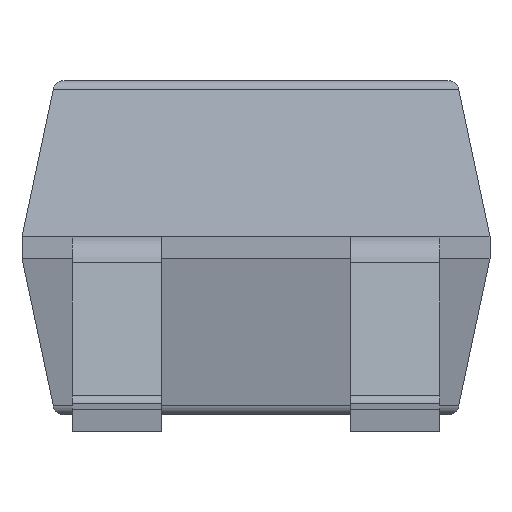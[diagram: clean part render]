
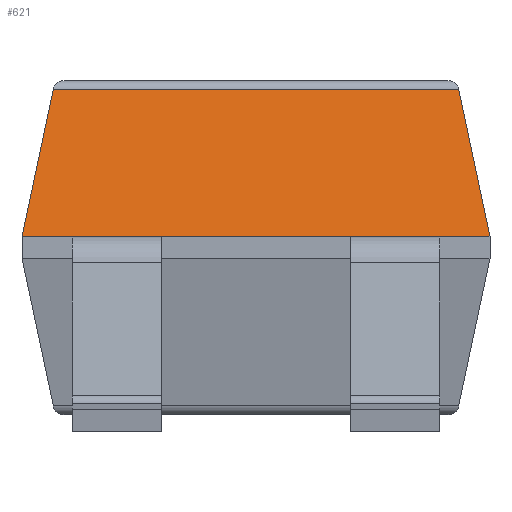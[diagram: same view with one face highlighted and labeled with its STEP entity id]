
A CAD part, left-side view. The second image highlights one B-rep face of the part: STEP entity #621.
In plain terms, the highlighted planar face has unit normal (-0.978, 0, 0.208).
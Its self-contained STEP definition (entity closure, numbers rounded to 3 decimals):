
#98=CARTESIAN_POINT('',(-2.1,1.65,1.75));
#99=VERTEX_POINT('',#98);
#106=CARTESIAN_POINT('',(-2.1,2.1,1.75));
#107=VERTEX_POINT('',#106);
#108=CARTESIAN_POINT('',(-2.1,-2.1,1.75));
#109=DIRECTION('',(-0.0,1.0,0.0));
#110=VECTOR('',#109,1.0);
#111=LINE('',#108,#110);
#112=EDGE_CURVE('n� 1035',#99,#107,#111,.T.);
#138=CARTESIAN_POINT('',(-2.1,-1.65,1.75));
#139=VERTEX_POINT('',#138);
#154=CARTESIAN_POINT('',(-2.1,-2.1,1.75));
#155=VERTEX_POINT('',#154);
#162=CARTESIAN_POINT('',(-2.1,-2.1,1.75));
#163=DIRECTION('',(0.0,1.0,0.0));
#164=VECTOR('',#163,1.0);
#165=LINE('',#162,#164);
#166=EDGE_CURVE('n� 218',#155,#139,#165,.T.);
#176=CARTESIAN_POINT('',(-2.1,-0.85,1.75));
#177=VERTEX_POINT('',#176);
#178=CARTESIAN_POINT('',(-2.1,0.85,1.75));
#179=VERTEX_POINT('',#178);
#180=CARTESIAN_POINT('',(-2.1,-2.1,1.75));
#181=DIRECTION('',(0.0,1.0,0.0));
#182=VECTOR('',#181,1.0);
#183=LINE('',#180,#182);
#184=EDGE_CURVE('n� 721',#177,#179,#183,.T.);
#523=CARTESIAN_POINT('',(-1.819,-1.819,3.071));
#524=VERTEX_POINT('',#523);
#531=CARTESIAN_POINT('',(-1.641,-1.641,3.911));
#532=DIRECTION('',(0.204,0.204,0.958));
#533=VECTOR('',#532,1.0);
#534=LINE('',#531,#533);
#535=EDGE_CURVE('n� 332',#155,#524,#534,.T.);
#584=ORIENTED_EDGE('',*,*,#535,.T.);
#585=CARTESIAN_POINT('',(-1.819,1.819,3.071));
#586=VERTEX_POINT('',#585);
#587=CARTESIAN_POINT('',(-1.819,1.802,3.071));
#588=DIRECTION('',(-0.0,1.0,0.0));
#589=VECTOR('',#588,1.0);
#590=LINE('',#587,#589);
#591=EDGE_CURVE('n� 489',#524,#586,#590,.T.);
#592=ORIENTED_EDGE('',*,*,#591,.T.);
#593=CARTESIAN_POINT('',(-1.815,1.815,3.092));
#594=DIRECTION('',(0.204,-0.204,0.958));
#595=VECTOR('',#594,1.0);
#596=LINE('',#593,#595);
#597=EDGE_CURVE('n� 337',#107,#586,#596,.T.);
#598=ORIENTED_EDGE('',*,*,#597,.F.);
#599=ORIENTED_EDGE('',*,*,#112,.F.);
#600=CARTESIAN_POINT('',(-2.1,1.65,1.75));
#601=DIRECTION('',(0.0,-1.0,-0.0));
#602=VECTOR('',#601,1.0);
#603=LINE('',#600,#602);
#604=EDGE_CURVE('n� 1089',#99,#179,#603,.T.);
#605=ORIENTED_EDGE('',*,*,#604,.T.);
#606=ORIENTED_EDGE('',*,*,#184,.F.);
#607=CARTESIAN_POINT('',(-2.1,-0.85,1.75));
#608=DIRECTION('',(0.0,-1.0,-0.0));
#609=VECTOR('',#608,1.0);
#610=LINE('',#607,#609);
#611=EDGE_CURVE('n� 767',#177,#139,#610,.T.);
#612=ORIENTED_EDGE('',*,*,#611,.T.);
#613=ORIENTED_EDGE('',*,*,#166,.F.);
#614=EDGE_LOOP('',(#584,#592,#598,#599,#605,#606,#612,#613));
#615=FACE_OUTER_BOUND('',#614,.T.);
#616=CARTESIAN_POINT('',(-1.802,2.1,3.15));
#617=DIRECTION('',(0.978,0.0,-0.208));
#618=DIRECTION('',(0.208,-0.0,0.978));
#619=AXIS2_PLACEMENT_3D('',#616,#617,#618);
#620=PLANE('',#619);
#621=ADVANCED_FACE('n� 320',(#615),#620,.F.);
